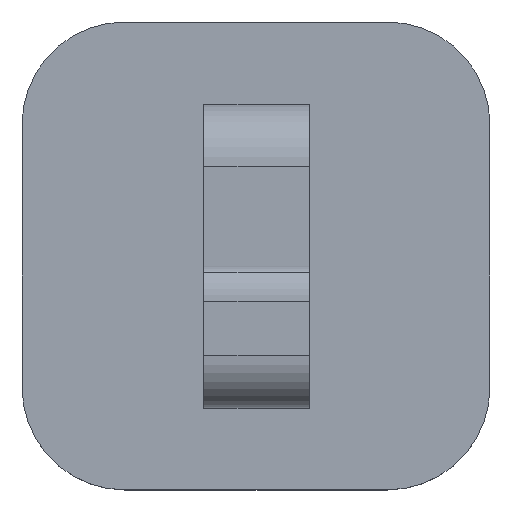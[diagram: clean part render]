
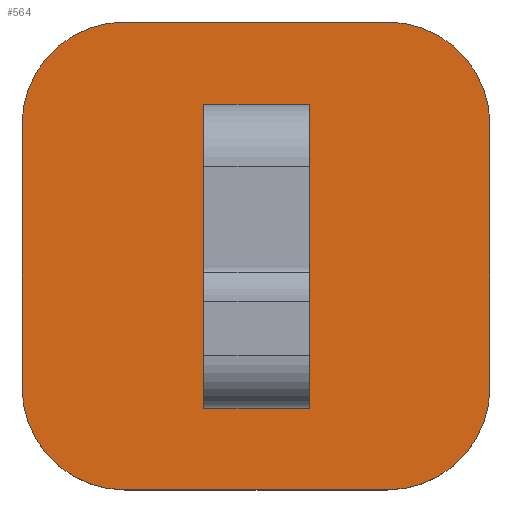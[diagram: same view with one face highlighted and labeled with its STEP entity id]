
A CAD part, top view. The second image highlights one B-rep face of the part: STEP entity #564.
In plain terms, the highlighted planar face has unit normal (0, 0, 1).
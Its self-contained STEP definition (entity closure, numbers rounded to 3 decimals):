
#18=FACE_BOUND('',#101,.T.);
#30=PLANE('',#644);
#63=FACE_OUTER_BOUND('',#100,.T.);
#100=EDGE_LOOP('',(#481,#482,#483,#484,#485,#486,#487,#488));
#101=EDGE_LOOP('',(#489,#490,#491,#492));
#130=LINE('',#908,#176);
#132=LINE('',#918,#178);
#139=LINE('',#935,#185);
#140=LINE('',#937,#186);
#143=LINE('',#945,#189);
#147=LINE('',#957,#193);
#151=LINE('',#969,#197);
#155=LINE('',#981,#201);
#176=VECTOR('',#723,10.);
#178=VECTOR('',#733,10.);
#185=VECTOR('',#752,10.);
#186=VECTOR('',#755,10.);
#189=VECTOR('',#760,10.);
#193=VECTOR('',#772,10.);
#197=VECTOR('',#784,10.);
#201=VECTOR('',#796,10.);
#224=CIRCLE('',#631,9.75);
#226=CIRCLE('',#635,9.75);
#228=CIRCLE('',#639,9.75);
#230=CIRCLE('',#643,9.75);
#257=VERTEX_POINT('',#905);
#258=VERTEX_POINT('',#907);
#260=VERTEX_POINT('',#912);
#262=VERTEX_POINT('',#916);
#269=VERTEX_POINT('',#942);
#270=VERTEX_POINT('',#944);
#272=VERTEX_POINT('',#950);
#274=VERTEX_POINT('',#956);
#276=VERTEX_POINT('',#962);
#278=VERTEX_POINT('',#968);
#280=VERTEX_POINT('',#974);
#282=VERTEX_POINT('',#980);
#317=EDGE_CURVE('',#257,#258,#130,.T.);
#322=EDGE_CURVE('',#260,#262,#132,.T.);
#331=EDGE_CURVE('',#257,#260,#139,.T.);
#332=EDGE_CURVE('',#262,#258,#140,.T.);
#335=EDGE_CURVE('',#270,#269,#143,.T.);
#338=EDGE_CURVE('',#272,#270,#224,.T.);
#341=EDGE_CURVE('',#274,#272,#147,.T.);
#344=EDGE_CURVE('',#276,#274,#226,.T.);
#347=EDGE_CURVE('',#278,#276,#151,.T.);
#350=EDGE_CURVE('',#280,#278,#228,.T.);
#353=EDGE_CURVE('',#282,#280,#155,.T.);
#356=EDGE_CURVE('',#269,#282,#230,.T.);
#481=ORIENTED_EDGE('',*,*,#356,.T.);
#482=ORIENTED_EDGE('',*,*,#353,.T.);
#483=ORIENTED_EDGE('',*,*,#350,.T.);
#484=ORIENTED_EDGE('',*,*,#347,.T.);
#485=ORIENTED_EDGE('',*,*,#344,.T.);
#486=ORIENTED_EDGE('',*,*,#341,.T.);
#487=ORIENTED_EDGE('',*,*,#338,.T.);
#488=ORIENTED_EDGE('',*,*,#335,.T.);
#489=ORIENTED_EDGE('',*,*,#332,.T.);
#490=ORIENTED_EDGE('',*,*,#317,.F.);
#491=ORIENTED_EDGE('',*,*,#331,.T.);
#492=ORIENTED_EDGE('',*,*,#322,.T.);
#564=ADVANCED_FACE('',(#63,#18),#30,.T.);
#631=AXIS2_PLACEMENT_3D('',#951,#766,#767);
#635=AXIS2_PLACEMENT_3D('',#963,#778,#779);
#639=AXIS2_PLACEMENT_3D('',#975,#790,#791);
#643=AXIS2_PLACEMENT_3D('',#985,#802,#803);
#644=AXIS2_PLACEMENT_3D('',#986,#804,#805);
#723=DIRECTION('',(-1.,0.,0.));
#733=DIRECTION('',(-1.,0.,0.));
#752=DIRECTION('',(0.,-1.,0.));
#755=DIRECTION('',(0.,1.,0.));
#760=DIRECTION('',(-1.,0.,0.));
#766=DIRECTION('center_axis',(0.,0.,1.));
#767=DIRECTION('ref_axis',(1.,0.,0.));
#772=DIRECTION('',(0.,1.,0.));
#778=DIRECTION('center_axis',(0.,0.,1.));
#779=DIRECTION('ref_axis',(0.,-1.,0.));
#784=DIRECTION('',(1.,0.,0.));
#790=DIRECTION('center_axis',(0.,0.,1.));
#791=DIRECTION('ref_axis',(-1.,0.,0.));
#796=DIRECTION('',(0.,-1.,0.));
#802=DIRECTION('center_axis',(0.,0.,1.));
#803=DIRECTION('ref_axis',(0.,1.,0.));
#804=DIRECTION('center_axis',(0.,0.,1.));
#805=DIRECTION('ref_axis',(-1.,0.,0.));
#905=CARTESIAN_POINT('',(57.55,171.916,15.));
#907=CARTESIAN_POINT('',(47.55,171.916,15.));
#908=CARTESIAN_POINT('',(57.55,171.916,15.));
#912=CARTESIAN_POINT('',(57.55,152.,15.));
#916=CARTESIAN_POINT('',(47.55,152.,15.));
#918=CARTESIAN_POINT('',(57.55,152.,15.));
#935=CARTESIAN_POINT('',(57.55,149.2,15.));
#937=CARTESIAN_POINT('',(47.55,165.181,15.));
#942=CARTESIAN_POINT('',(40.,179.75,15.));
#944=CARTESIAN_POINT('',(65.,179.75,15.));
#945=CARTESIAN_POINT('',(65.,179.75,15.));
#950=CARTESIAN_POINT('',(74.75,170.,15.));
#951=CARTESIAN_POINT('Origin',(65.,170.,15.));
#956=CARTESIAN_POINT('',(74.75,145.,15.));
#957=CARTESIAN_POINT('',(74.75,145.,15.));
#962=CARTESIAN_POINT('',(65.,135.25,15.));
#963=CARTESIAN_POINT('Origin',(65.,145.,15.));
#968=CARTESIAN_POINT('',(40.,135.25,15.));
#969=CARTESIAN_POINT('',(40.,135.25,15.));
#974=CARTESIAN_POINT('',(30.25,145.,15.));
#975=CARTESIAN_POINT('Origin',(40.,145.,15.));
#980=CARTESIAN_POINT('',(30.25,170.,15.));
#981=CARTESIAN_POINT('',(30.25,170.,15.));
#985=CARTESIAN_POINT('Origin',(40.,170.,15.));
#986=CARTESIAN_POINT('Origin',(52.5,157.5,15.));
